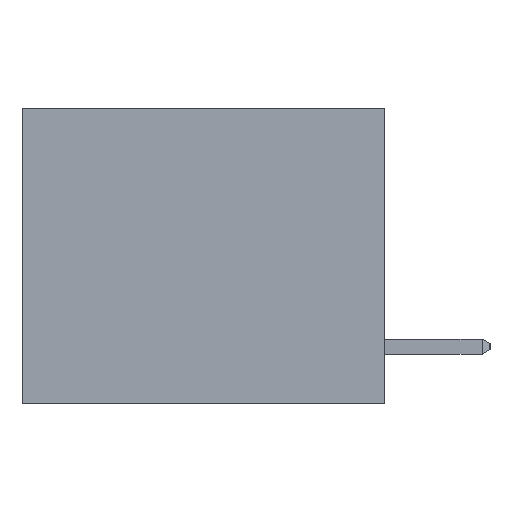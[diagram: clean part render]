
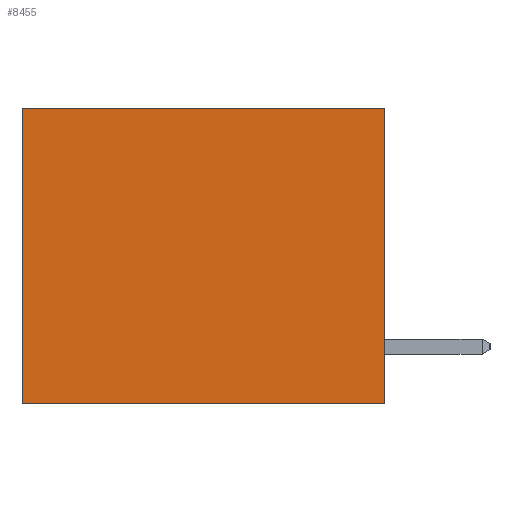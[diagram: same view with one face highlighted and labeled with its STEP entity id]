
A CAD part, left-side view. The second image highlights one B-rep face of the part: STEP entity #8455.
In plain terms, the highlighted planar face has unit normal (-1, 0, 0).
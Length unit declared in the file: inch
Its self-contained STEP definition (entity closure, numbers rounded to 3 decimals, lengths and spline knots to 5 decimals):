
#263 = VECTOR ( 'NONE', #7443, 39.37008 ) ;
#632 = VECTOR ( 'NONE', #7634, 39.37008 ) ;
#1407 = CARTESIAN_POINT ( 'NONE',  ( 0.3165, 0.6, -0.49 ) ) ;
#1453 = FACE_OUTER_BOUND ( 'NONE', #12503, .T. ) ;
#2828 = CARTESIAN_POINT ( 'NONE',  ( 0.3165, 0.6, -0.49 ) ) ;
#2935 = CARTESIAN_POINT ( 'NONE',  ( 0.3165, 0.6, 0. ) ) ;
#3484 = LINE ( 'NONE', #6279, #263 ) ;
#3578 = DIRECTION ( 'NONE',  ( 0., 0., -1. ) ) ;
#3893 = VECTOR ( 'NONE', #3578, 39.37008 ) ;
#4514 = VERTEX_POINT ( 'NONE', #9506 ) ;
#5177 = LINE ( 'NONE', #14902, #632 ) ;
#5909 = LINE ( 'NONE', #1407, #13161 ) ;
#6121 = ORIENTED_EDGE ( 'NONE', *, *, #11406, .T. ) ;
#6279 = CARTESIAN_POINT ( 'NONE',  ( 0.3165, 0., 0. ) ) ;
#6708 = EDGE_CURVE ( 'NONE', #6829, #6799, #5909, .T. ) ;
#6799 = VERTEX_POINT ( 'NONE', #2828 ) ;
#6824 = CARTESIAN_POINT ( 'NONE',  ( 0.3165, 0., -0.49 ) ) ;
#6829 = VERTEX_POINT ( 'NONE', #2935 ) ;
#6927 = ORIENTED_EDGE ( 'NONE', *, *, #9978, .F. ) ;
#7443 = DIRECTION ( 'NONE',  ( 0., 1., 0. ) ) ;
#7613 = PLANE ( 'NONE',  #15115 ) ;
#7634 = DIRECTION ( 'NONE',  ( 0., 1., 0. ) ) ;
#8229 = DIRECTION ( 'NONE',  ( 1., 0., 0. ) ) ;
#8455 = ADVANCED_FACE ( 'NONE', ( #1453 ), #7613, .F. ) ;
#8521 = ORIENTED_EDGE ( 'NONE', *, *, #6708, .T. ) ;
#9506 = CARTESIAN_POINT ( 'NONE',  ( 0.3165, 0., 0. ) ) ;
#9978 = EDGE_CURVE ( 'NONE', #4514, #11675, #13809, .T. ) ;
#10017 = DIRECTION ( 'NONE',  ( 0., 0., -1. ) ) ;
#10446 = ORIENTED_EDGE ( 'NONE', *, *, #11977, .F. ) ;
#11406 = EDGE_CURVE ( 'NONE', #4514, #6829, #3484, .T. ) ;
#11621 = CARTESIAN_POINT ( 'NONE',  ( 0.3165, 0., -0.49 ) ) ;
#11675 = VERTEX_POINT ( 'NONE', #11621 ) ;
#11799 = DIRECTION ( 'NONE',  ( 0., 0., -1. ) ) ;
#11977 = EDGE_CURVE ( 'NONE', #11675, #6799, #5177, .T. ) ;
#12503 = EDGE_LOOP ( 'NONE', ( #8521, #10446, #6927, #6121 ) ) ;
#13161 = VECTOR ( 'NONE', #10017, 39.37008 ) ;
#13809 = LINE ( 'NONE', #14518, #3893 ) ;
#14518 = CARTESIAN_POINT ( 'NONE',  ( 0.3165, 0., -0.49 ) ) ;
#14902 = CARTESIAN_POINT ( 'NONE',  ( 0.3165, 0., -0.49 ) ) ;
#15115 = AXIS2_PLACEMENT_3D ( 'NONE', #6824, #8229, #11799 ) ;
